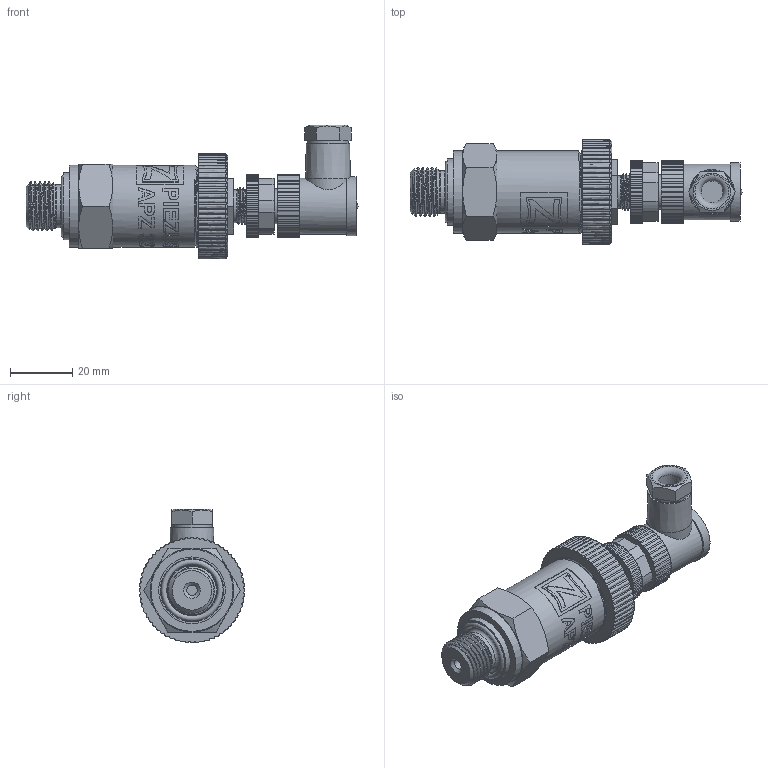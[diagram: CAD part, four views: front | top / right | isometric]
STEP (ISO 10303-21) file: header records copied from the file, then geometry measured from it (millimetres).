
FILE_DESCRIPTION(/* description */ (''),/* implementation_level */ '2;1');
FILE_NAME(/* name */ 'APZ3230_M16x1,5DIN_M12x1-angular.step',/* time_stamp */ '2021-06-24T10:34:25+03:00',/* author */ (''),/* organization */ (''),/* preprocessor_version */ 'ST-DEVELOPER v18.1',/* originating_system */ 'Autodesk Translation Framework v10.9.0.1377',/* authorisation */ '');
FILE_SCHEMA (('AUTOMOTIVE_DESIGN { 1 0 10303 214 3 1 1 }'));
Products named in the file (6): APZ3230_M16x1,5DIN_M12x1-angular; M16x1,5 DIN; OMAL nut M27x1.5 v8; M12x1 male v16; Ш100.000.002 v4; M12x1 female angular v10
Assembly tree (5 placements, depth 2):
  APZ3230_M16x1,5DIN_M12x1-angular
    M16x1,5 DIN
    OMAL nut M27x1.5 v8
    M12x1 male v16
    Ш100.000.002 v4
    M12x1 female angular v10
Bounding box: 107.07 x 34 x 43.2 mm (x, y, z)
Volume: 48886.6 mm3; surface area: 20106.7 mm2
Topology: 17 solids, 17 shells, 1007 faces, 2816 edges, 1890 vertices
Faces by surface type: bspline 456, cylinder 335, plane 175, cone 30, torus 10, sphere 1
Full cylindrical faces by diameter (mm): 1 x12, 1.5 x4, 3.3 x1, 7 x1, 8 x1, 8.2 x1, 9.471 x2, 10.6 x2, 10.741 x6, 11.035 x4, 11.156 x1, 11.884 x5, 12.152 x4, 13 x1, 13.8 x1, 14 x1, 14.137 x9, 14.526 x3, 15.85 x8, 16.203 x3, 16.4 x1, 18 x1, 19 x1, 20 x1, 21.4 x2, 21.5 x1, 22.3 x1, 22.4 x1, 24.5 x1, 25.132 x4
Entity records: 73713 total; most frequent: CARTESIAN_POINT 50420, ORIENTED_EDGE 5632, DIRECTION 3479, EDGE_CURVE 2816, VERTEX_POINT 1890, AXIS2_PLACEMENT_3D 1205, B_SPLINE_CURVE_WITH_KNOTS 1073, EDGE_LOOP 1071
